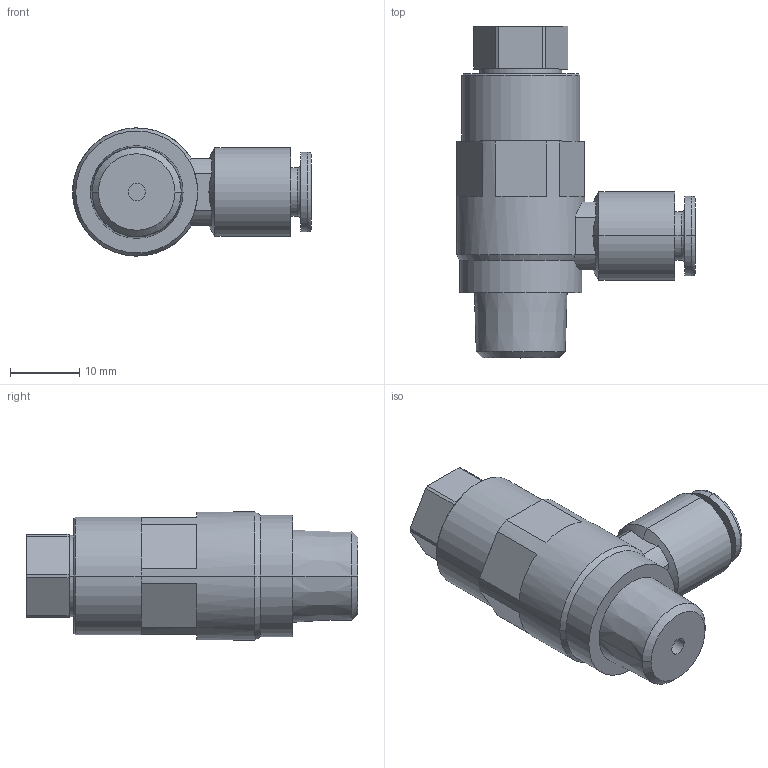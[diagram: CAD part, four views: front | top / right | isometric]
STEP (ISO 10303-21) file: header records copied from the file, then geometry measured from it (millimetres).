
FILE_DESCRIPTION (( 'STEP AP214' ), '1' );
FILE_NAME ('ASP430F-02-06S-X369.STEP', '2015-11-05T06:01:53', ( 'SONIC' ), ( 'UNITCOM PC' ), 'SwSTEP 2.0', 'SolidWorks 2015', '' );
FILE_SCHEMA (( 'AUTOMOTIVE_DESIGN' ));
Length unit declared in the file: millimetre
Products named in the file (1): ASP430F-02-06S-X369
Bounding box: 34.45 x 47.9 x 18.5 mm (x, y, z)
Volume: 10371 mm3; surface area: 4559.8 mm2
Topology: 1 solids, 1 shells, 88 faces, 222 edges, 143 vertices
Faces by surface type: plane 39, cylinder 31, cone 14, torus 4
Entity records: 2742 total; most frequent: CARTESIAN_POINT 548, DIRECTION 476, ORIENTED_EDGE 440, EDGE_CURVE 220, AXIS2_PLACEMENT_3D 189, VERTEX_POINT 143, CIRCLE 100, VECTOR 98
